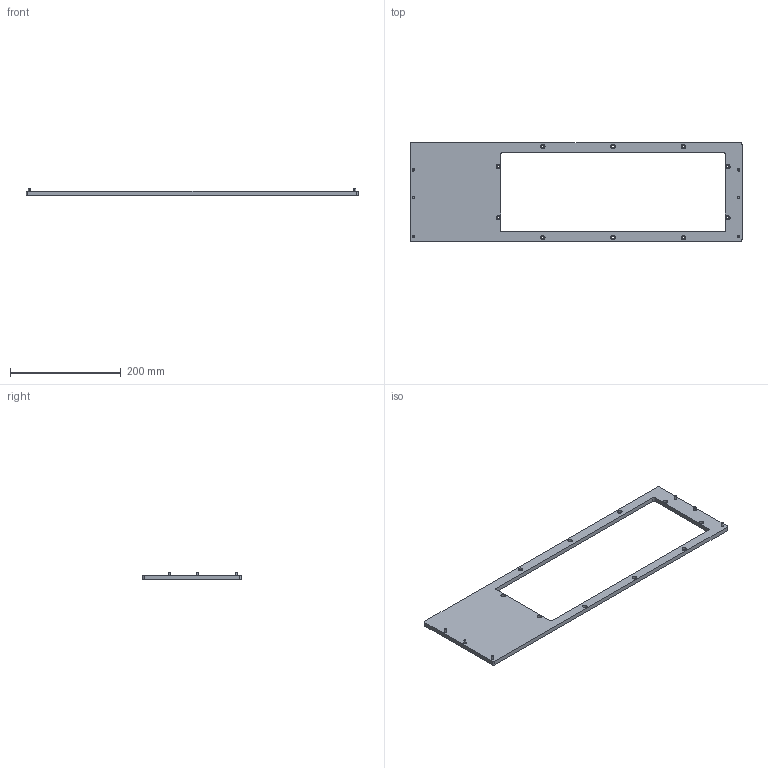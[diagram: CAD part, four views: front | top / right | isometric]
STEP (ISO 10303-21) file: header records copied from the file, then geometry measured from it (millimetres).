
FILE_DESCRIPTION (( 'STEP AP214' ), '1' );
FILE_NAME ('INGUN_113969.STEP', '2024-03-12T10:19:59', ( '' ), ( '' ), 'SwSTEP 2.0', 'SolidWorks 2021', '' );
FILE_SCHEMA (( 'AUTOMOTIVE_DESIGN' ));
Length unit declared in the file: millimetre
Products named in the file (3): 113967~0_S; DIN7991~n_M04,0x014 VA; INGUN_113969
Assembly tree (7 placements, depth 2):
  INGUN_113969
    113967~0_S
    DIN7991~n_M04,0x014 VA  x6
Bounding box: 600 x 178 x 14 mm (x, y, z)
Volume: 387423.7 mm3; surface area: 122149.2 mm2
Topology: 7 solids, 7 shells, 260 faces, 642 edges, 412 vertices
Faces by surface type: cylinder 186, plane 38, cone 36
Entity records: 3851 total; most frequent: DIRECTION 733, CARTESIAN_POINT 619, ORIENTED_EDGE 594, AXIS2_PLACEMENT_3D 306, EDGE_CURVE 297, VERTEX_POINT 192, CIRCLE 176, EDGE_LOOP 165
